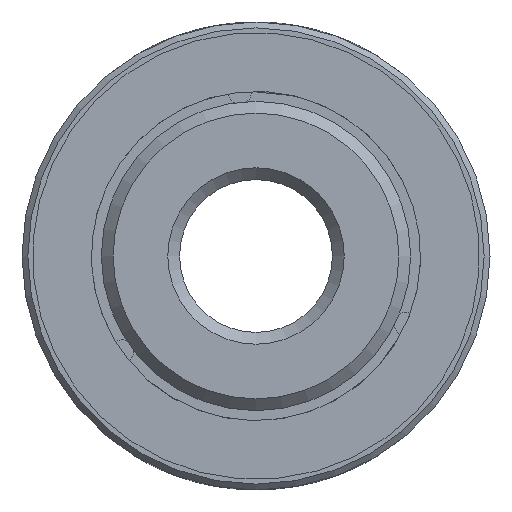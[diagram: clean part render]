
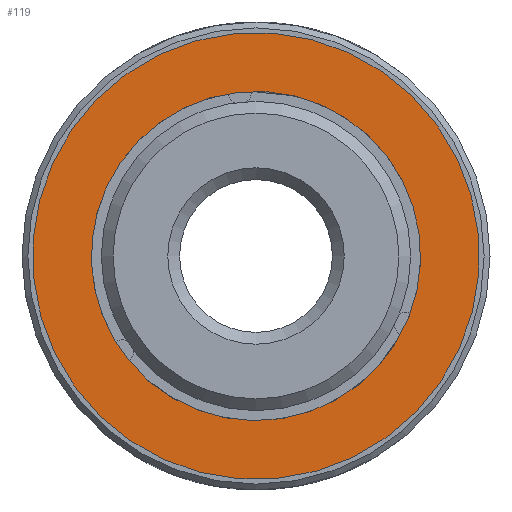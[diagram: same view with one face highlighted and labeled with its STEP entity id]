
A CAD part, left-side view. The second image highlights one B-rep face of the part: STEP entity #119.
In plain terms, the highlighted planar face has unit normal (-1, 0, 0).
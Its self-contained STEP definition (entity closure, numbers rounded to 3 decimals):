
#119=ADVANCED_FACE('',(#232,#233),#234,.T.);
#232=FACE_BOUND('',#368,.T.);
#233=FACE_OUTER_BOUND('',#369,.T.);
#234=PLANE('',#370);
#368=EDGE_LOOP('',(#525));
#369=EDGE_LOOP('',(#526));
#370=AXIS2_PLACEMENT_3D('',#527,#528,#529);
#525=ORIENTED_EDGE('',*,*,#714,.F.);
#526=ORIENTED_EDGE('',*,*,#724,.T.);
#527=CARTESIAN_POINT('',(-1.3,0.0,0.));
#528=DIRECTION('',(-1.0,0.,0.0));
#529=DIRECTION('',(0.,-1.0,0.0));
#714=EDGE_CURVE('',#803,#803,#804,.T.);
#724=EDGE_CURVE('',#820,#820,#821,.T.);
#803=VERTEX_POINT('',#928);
#804=CIRCLE('',#929,7.0);
#820=VERTEX_POINT('',#949);
#821=CIRCLE('',#950,9.5);
#928=CARTESIAN_POINT('',(-1.3,7.0,0.));
#929=AXIS2_PLACEMENT_3D('',#1252,#1253,#1254);
#949=CARTESIAN_POINT('',(-1.3,9.5,0.));
#950=AXIS2_PLACEMENT_3D('',#1271,#1272,#1273);
#1252=CARTESIAN_POINT('',(-1.3,0.0,0.));
#1253=DIRECTION('',(-1.0,0.,0.0));
#1254=DIRECTION('',(0.,1.0,0.0));
#1271=CARTESIAN_POINT('',(-1.3,0.0,0.));
#1272=DIRECTION('',(-1.0,0.,0.0));
#1273=DIRECTION('',(0.,1.0,0.0));
